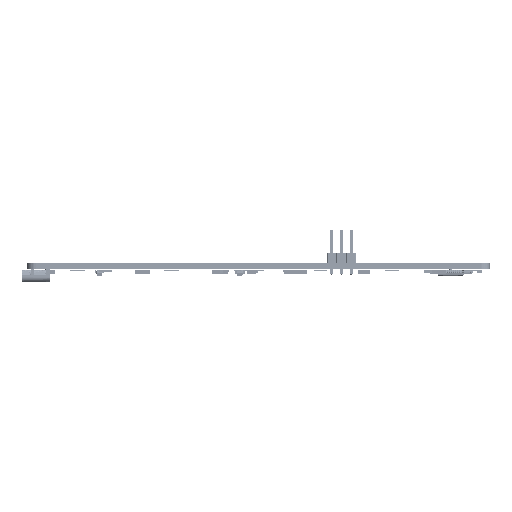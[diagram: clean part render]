
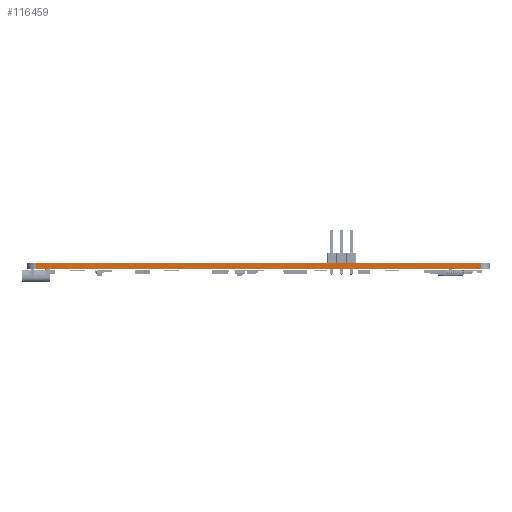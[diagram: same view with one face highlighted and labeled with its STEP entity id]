
A CAD part, left-side view. The second image highlights one B-rep face of the part: STEP entity #116459.
In plain terms, the highlighted planar face has unit normal (-1, 0, 0).
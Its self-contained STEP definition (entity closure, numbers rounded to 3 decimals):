
#116459 = ADVANCED_FACE('',(#116460),#116474,.T.);
#116460 = FACE_BOUND('',#116461,.T.);
#116461 = EDGE_LOOP('',(#116462,#116497,#116525,#116553));
#116462 = ORIENTED_EDGE('',*,*,#116463,.T.);
#116463 = EDGE_CURVE('',#116464,#116466,#116468,.T.);
#116464 = VERTEX_POINT('',#116465);
#116465 = CARTESIAN_POINT('',(70.246,-177.403,0.));
#116466 = VERTEX_POINT('',#116467);
#116467 = CARTESIAN_POINT('',(70.246,-177.403,1.6));
#116468 = SURFACE_CURVE('',#116469,(#116473,#116485),.PCURVE_S1.);
#116469 = LINE('',#116470,#116471);
#116470 = CARTESIAN_POINT('',(70.246,-177.403,0.));
#116471 = VECTOR('',#116472,1.);
#116472 = DIRECTION('',(0.,0.,1.));
#116473 = PCURVE('',#116474,#116479);
#116474 = PLANE('',#116475);
#116475 = AXIS2_PLACEMENT_3D('',#116476,#116477,#116478);
#116476 = CARTESIAN_POINT('',(70.246,-177.403,0.));
#116477 = DIRECTION('',(-1.,0.,0.));
#116478 = DIRECTION('',(0.,1.,0.));
#116479 = DEFINITIONAL_REPRESENTATION('',(#116480),#116484);
#116480 = LINE('',#116481,#116482);
#116481 = CARTESIAN_POINT('',(0.,0.));
#116482 = VECTOR('',#116483,1.);
#116483 = DIRECTION('',(0.,-1.));
#116484 = ( GEOMETRIC_REPRESENTATION_CONTEXT(2) 
PARAMETRIC_REPRESENTATION_CONTEXT() REPRESENTATION_CONTEXT('2D SPACE',''
  ) );
#116485 = PCURVE('',#116486,#116491);
#116486 = CYLINDRICAL_SURFACE('',#116487,2.382);
#116487 = AXIS2_PLACEMENT_3D('',#116488,#116489,#116490);
#116488 = CARTESIAN_POINT('',(72.628,-177.403,0.));
#116489 = DIRECTION('',(-0.,-0.,-1.));
#116490 = DIRECTION('',(1.,0.,-0.));
#116491 = DEFINITIONAL_REPRESENTATION('',(#116492),#116496);
#116492 = LINE('',#116493,#116494);
#116493 = CARTESIAN_POINT('',(-3.142,0.));
#116494 = VECTOR('',#116495,1.);
#116495 = DIRECTION('',(-0.,-1.));
#116496 = ( GEOMETRIC_REPRESENTATION_CONTEXT(2) 
PARAMETRIC_REPRESENTATION_CONTEXT() REPRESENTATION_CONTEXT('2D SPACE',''
  ) );
#116497 = ORIENTED_EDGE('',*,*,#116498,.T.);
#116498 = EDGE_CURVE('',#116466,#116499,#116501,.T.);
#116499 = VERTEX_POINT('',#116500);
#116500 = CARTESIAN_POINT('',(70.247,-63.103,1.6));
#116501 = SURFACE_CURVE('',#116502,(#116506,#116513),.PCURVE_S1.);
#116502 = LINE('',#116503,#116504);
#116503 = CARTESIAN_POINT('',(70.246,-177.403,1.6));
#116504 = VECTOR('',#116505,1.);
#116505 = DIRECTION('',(0.,1.,0.));
#116506 = PCURVE('',#116474,#116507);
#116507 = DEFINITIONAL_REPRESENTATION('',(#116508),#116512);
#116508 = LINE('',#116509,#116510);
#116509 = CARTESIAN_POINT('',(0.,-1.6));
#116510 = VECTOR('',#116511,1.);
#116511 = DIRECTION('',(1.,0.));
#116512 = ( GEOMETRIC_REPRESENTATION_CONTEXT(2) 
PARAMETRIC_REPRESENTATION_CONTEXT() REPRESENTATION_CONTEXT('2D SPACE',''
  ) );
#116513 = PCURVE('',#116514,#116519);
#116514 = PLANE('',#116515);
#116515 = AXIS2_PLACEMENT_3D('',#116516,#116517,#116518);
#116516 = CARTESIAN_POINT('',(222.647,-120.253,1.6));
#116517 = DIRECTION('',(-0.,-0.,-1.));
#116518 = DIRECTION('',(-1.,0.,0.));
#116519 = DEFINITIONAL_REPRESENTATION('',(#116520),#116524);
#116520 = LINE('',#116521,#116522);
#116521 = CARTESIAN_POINT('',(152.4,-57.15));
#116522 = VECTOR('',#116523,1.);
#116523 = DIRECTION('',(0.,1.));
#116524 = ( GEOMETRIC_REPRESENTATION_CONTEXT(2) 
PARAMETRIC_REPRESENTATION_CONTEXT() REPRESENTATION_CONTEXT('2D SPACE',''
  ) );
#116525 = ORIENTED_EDGE('',*,*,#116526,.F.);
#116526 = EDGE_CURVE('',#116527,#116499,#116529,.T.);
#116527 = VERTEX_POINT('',#116528);
#116528 = CARTESIAN_POINT('',(70.247,-63.103,0.));
#116529 = SURFACE_CURVE('',#116530,(#116534,#116541),.PCURVE_S1.);
#116530 = LINE('',#116531,#116532);
#116531 = CARTESIAN_POINT('',(70.247,-63.103,0.));
#116532 = VECTOR('',#116533,1.);
#116533 = DIRECTION('',(0.,0.,1.));
#116534 = PCURVE('',#116474,#116535);
#116535 = DEFINITIONAL_REPRESENTATION('',(#116536),#116540);
#116536 = LINE('',#116537,#116538);
#116537 = CARTESIAN_POINT('',(114.3,0.));
#116538 = VECTOR('',#116539,1.);
#116539 = DIRECTION('',(0.,-1.));
#116540 = ( GEOMETRIC_REPRESENTATION_CONTEXT(2) 
PARAMETRIC_REPRESENTATION_CONTEXT() REPRESENTATION_CONTEXT('2D SPACE',''
  ) );
#116541 = PCURVE('',#116542,#116547);
#116542 = CYLINDRICAL_SURFACE('',#116543,2.381);
#116543 = AXIS2_PLACEMENT_3D('',#116544,#116545,#116546);
#116544 = CARTESIAN_POINT('',(72.628,-63.103,0.));
#116545 = DIRECTION('',(-0.,-0.,-1.));
#116546 = DIRECTION('',(1.,0.,-0.));
#116547 = DEFINITIONAL_REPRESENTATION('',(#116548),#116552);
#116548 = LINE('',#116549,#116550);
#116549 = CARTESIAN_POINT('',(-3.142,0.));
#116550 = VECTOR('',#116551,1.);
#116551 = DIRECTION('',(-0.,-1.));
#116552 = ( GEOMETRIC_REPRESENTATION_CONTEXT(2) 
PARAMETRIC_REPRESENTATION_CONTEXT() REPRESENTATION_CONTEXT('2D SPACE',''
  ) );
#116553 = ORIENTED_EDGE('',*,*,#116554,.F.);
#116554 = EDGE_CURVE('',#116464,#116527,#116555,.T.);
#116555 = SURFACE_CURVE('',#116556,(#116560,#116567),.PCURVE_S1.);
#116556 = LINE('',#116557,#116558);
#116557 = CARTESIAN_POINT('',(70.246,-177.403,0.));
#116558 = VECTOR('',#116559,1.);
#116559 = DIRECTION('',(0.,1.,0.));
#116560 = PCURVE('',#116474,#116561);
#116561 = DEFINITIONAL_REPRESENTATION('',(#116562),#116566);
#116562 = LINE('',#116563,#116564);
#116563 = CARTESIAN_POINT('',(0.,0.));
#116564 = VECTOR('',#116565,1.);
#116565 = DIRECTION('',(1.,0.));
#116566 = ( GEOMETRIC_REPRESENTATION_CONTEXT(2) 
PARAMETRIC_REPRESENTATION_CONTEXT() REPRESENTATION_CONTEXT('2D SPACE',''
  ) );
#116567 = PCURVE('',#116568,#116573);
#116568 = PLANE('',#116569);
#116569 = AXIS2_PLACEMENT_3D('',#116570,#116571,#116572);
#116570 = CARTESIAN_POINT('',(222.647,-120.253,0.));
#116571 = DIRECTION('',(-0.,-0.,-1.));
#116572 = DIRECTION('',(-1.,0.,0.));
#116573 = DEFINITIONAL_REPRESENTATION('',(#116574),#116578);
#116574 = LINE('',#116575,#116576);
#116575 = CARTESIAN_POINT('',(152.4,-57.15));
#116576 = VECTOR('',#116577,1.);
#116577 = DIRECTION('',(0.,1.));
#116578 = ( GEOMETRIC_REPRESENTATION_CONTEXT(2) 
PARAMETRIC_REPRESENTATION_CONTEXT() REPRESENTATION_CONTEXT('2D SPACE',''
  ) );
